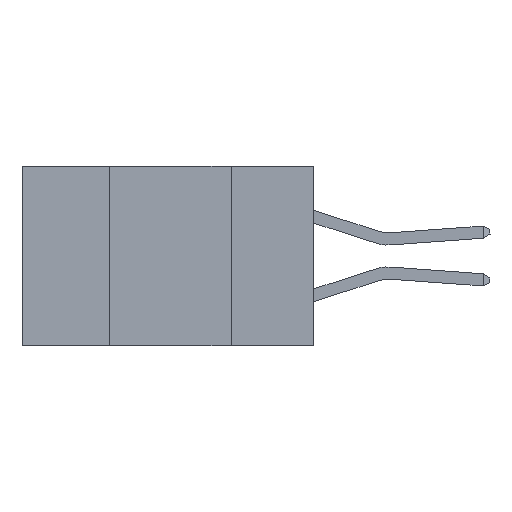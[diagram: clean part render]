
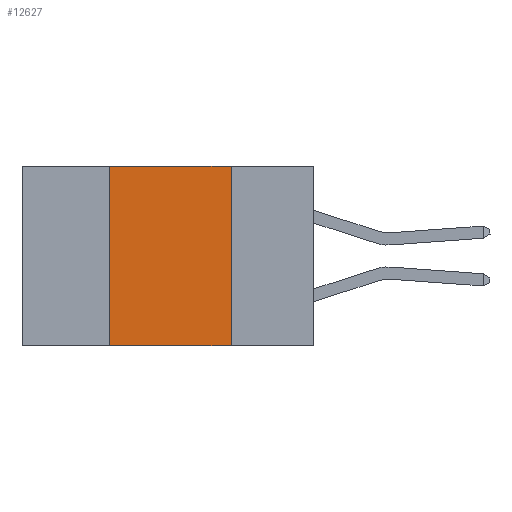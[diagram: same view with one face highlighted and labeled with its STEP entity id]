
A CAD part, left-side view. The second image highlights one B-rep face of the part: STEP entity #12627.
In plain terms, the highlighted planar face has unit normal (-1, 0, 0).
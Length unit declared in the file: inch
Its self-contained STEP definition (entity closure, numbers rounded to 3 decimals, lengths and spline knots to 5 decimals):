
#95 = DIRECTION ( 'NONE',  ( 0., 0., 1. ) ) ;
#1478 = EDGE_CURVE ( 'NONE', #2686, #2651, #10037, .T. ) ;
#1888 = VECTOR ( 'NONE', #6075, 39.37008 ) ;
#2651 = VERTEX_POINT ( 'NONE', #10441 ) ;
#2686 = VERTEX_POINT ( 'NONE', #22286 ) ;
#3079 = EDGE_CURVE ( 'NONE', #7027, #13855, #18980, .T. ) ;
#3450 = VECTOR ( 'NONE', #22259, 39.37008 ) ;
#4498 = PLANE ( 'NONE',  #8535 ) ;
#4630 = DIRECTION ( 'NONE',  ( 0., -1., 0. ) ) ;
#5795 = ORIENTED_EDGE ( 'NONE', *, *, #3079, .F. ) ;
#6075 = DIRECTION ( 'NONE',  ( 0., 0., -1. ) ) ;
#6103 = DIRECTION ( 'NONE',  ( 0., 0., -1. ) ) ;
#7027 = VERTEX_POINT ( 'NONE', #8261 ) ;
#7813 = LINE ( 'NONE', #15012, #1888 ) ;
#8261 = CARTESIAN_POINT ( 'NONE',  ( 0., 0.42, 0. ) ) ;
#8535 = AXIS2_PLACEMENT_3D ( 'NONE', #15050, #16648, #6103 ) ;
#9529 = VECTOR ( 'NONE', #4630, 39.37008 ) ;
#10037 = LINE ( 'NONE', #22238, #9529 ) ;
#10149 = CARTESIAN_POINT ( 'NONE',  ( 0., 0.42, 0. ) ) ;
#10441 = CARTESIAN_POINT ( 'NONE',  ( 0., 0.17, -0.37 ) ) ;
#11045 = EDGE_CURVE ( 'NONE', #2686, #7027, #14046, .T. ) ;
#12517 = VECTOR ( 'NONE', #95, 39.37008 ) ;
#12627 = ADVANCED_FACE ( 'NONE', ( #18264 ), #4498, .F. ) ;
#13821 = CARTESIAN_POINT ( 'NONE',  ( 0., 0.6, 0. ) ) ;
#13855 = VERTEX_POINT ( 'NONE', #14387 ) ;
#13970 = ORIENTED_EDGE ( 'NONE', *, *, #11045, .F. ) ;
#14046 = LINE ( 'NONE', #10149, #12517 ) ;
#14387 = CARTESIAN_POINT ( 'NONE',  ( 0., 0.17, 0. ) ) ;
#15012 = CARTESIAN_POINT ( 'NONE',  ( 0., 0.17, 0. ) ) ;
#15050 = CARTESIAN_POINT ( 'NONE',  ( 0., 0.6, 0. ) ) ;
#16648 = DIRECTION ( 'NONE',  ( 1., 0., 0. ) ) ;
#18264 = FACE_OUTER_BOUND ( 'NONE', #20932, .T. ) ;
#18790 = EDGE_CURVE ( 'NONE', #13855, #2651, #7813, .T. ) ;
#18980 = LINE ( 'NONE', #13821, #3450 ) ;
#20750 = ORIENTED_EDGE ( 'NONE', *, *, #1478, .T. ) ;
#20873 = ORIENTED_EDGE ( 'NONE', *, *, #18790, .F. ) ;
#20932 = EDGE_LOOP ( 'NONE', ( #20873, #5795, #13970, #20750 ) ) ;
#22238 = CARTESIAN_POINT ( 'NONE',  ( 0., 0.6, -0.37 ) ) ;
#22259 = DIRECTION ( 'NONE',  ( 0., -1., 0. ) ) ;
#22286 = CARTESIAN_POINT ( 'NONE',  ( 0., 0.42, -0.37 ) ) ;
